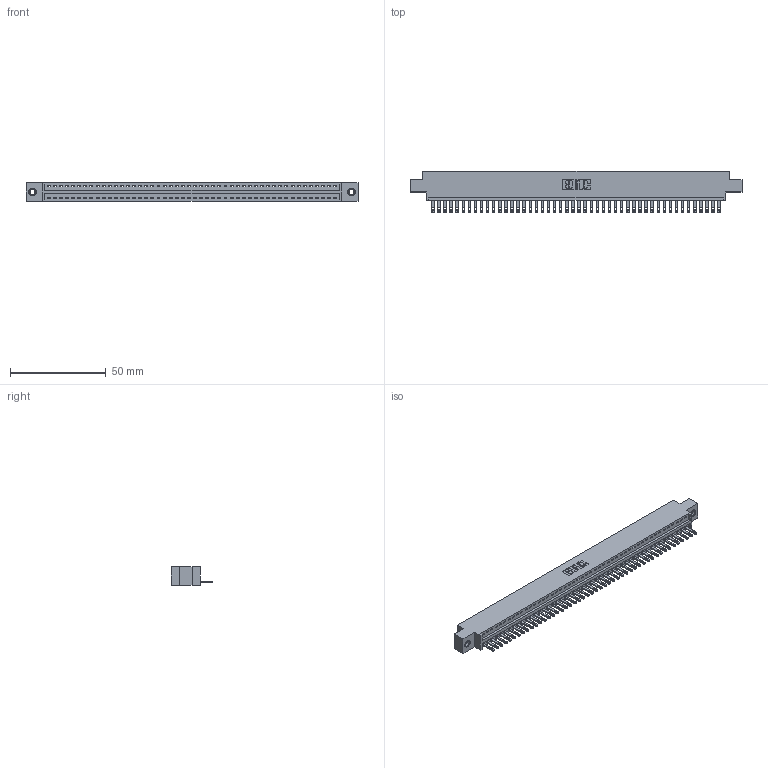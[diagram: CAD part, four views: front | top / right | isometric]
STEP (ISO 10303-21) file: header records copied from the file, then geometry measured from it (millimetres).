
FILE_DESCRIPTION (( 'STEP AP203' ), '1' );
FILE_NAME ('896-048-500-607.STEP', '2021-07-27T23:05:48', ( '' ), ( '' ), 'SwSTEP 2.0', 'SolidWorks 2020', '' );
FILE_SCHEMA (( 'CONFIG_CONTROL_DESIGN' ));
Length unit declared in the file: inch
Products named in the file (4): 345-292-001_345-293-100; 345-250-001_345-250-005-103; 846 Part_0.170 Offset - 0.156 Dia-TI; 896-048-500-607
Assembly tree (51 placements, depth 2):
  896-048-500-607
    846 Part_0.170 Offset - 0.156 Dia-TI
    345-292-001_345-293-100  x48
    345-250-001_345-250-005-103  x2
Bounding box: 172.97 x 21.84 x 9.4 mm (x, y, z)
Volume: 16460.4 mm3; surface area: 20944.9 mm2
Topology: 51 solids, 51 shells, 2778 faces, 8541 edges, 5686 vertices
Faces by surface type: plane 1744, cylinder 1018, cone 12, torus 4
Entity records: 30230 total; most frequent: CARTESIAN_POINT 5163, ORIENTED_EDGE 5138, DIRECTION 4575, EDGE_CURVE 2569, LINE 2221, VECTOR 2221, VERTEX_POINT 1708, AXIS2_PLACEMENT_3D 1177
